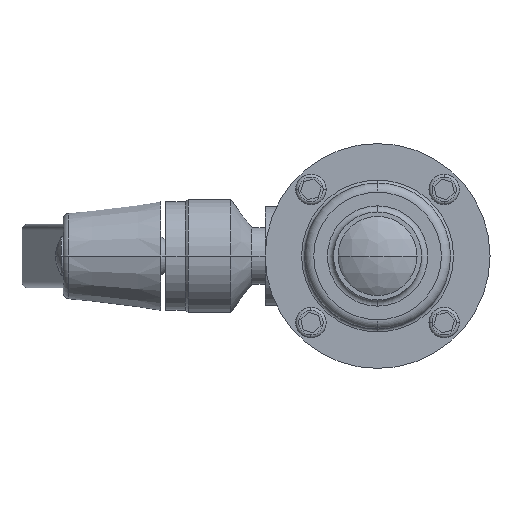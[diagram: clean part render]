
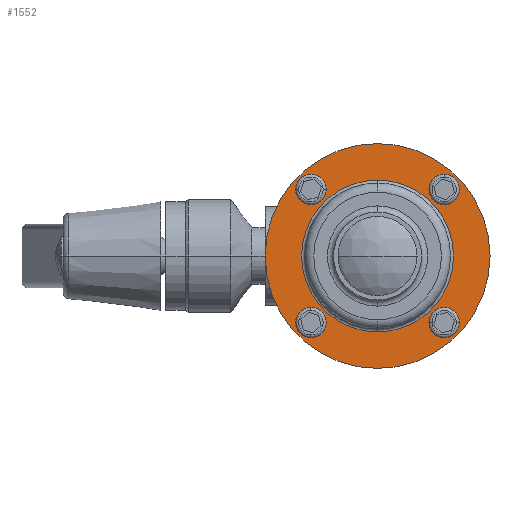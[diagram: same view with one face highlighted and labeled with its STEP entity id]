
A CAD part, left-side view. The second image highlights one B-rep face of the part: STEP entity #1552.
In plain terms, the highlighted planar face has unit normal (-1, 0, 0).
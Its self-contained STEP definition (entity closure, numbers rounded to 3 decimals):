
#86 = ORIENTED_EDGE ( 'NONE', *, *, #752, .F. ) ;
#296 = EDGE_CURVE ( 'NONE', #1591, #4395, #1177, .T. ) ;
#297 = CARTESIAN_POINT ( 'NONE',  ( -22.791, 0., -37. ) ) ;
#583 = VERTEX_POINT ( 'NONE', #8392 ) ;
#628 = FACE_BOUND ( 'NONE', #4345, .T. ) ;
#672 = DIRECTION ( 'NONE',  ( 0., 0., -1. ) ) ;
#752 = EDGE_CURVE ( 'NONE', #2869, #8768, #8275, .T. ) ;
#812 = FACE_OUTER_BOUND ( 'NONE', #6440, .T. ) ;
#896 = DIRECTION ( 'NONE',  ( 1., 0., 0. ) ) ;
#1177 = CIRCLE ( 'NONE', #8878, 37. ) ;
#1247 = CARTESIAN_POINT ( 'NONE',  ( -22.791, 0., 0. ) ) ;
#1481 = ORIENTED_EDGE ( 'NONE', *, *, #6288, .T. ) ;
#1552 = ADVANCED_FACE ( 'NONE', ( #628, #7607, #812 ), #4907, .F. ) ;
#1591 = VERTEX_POINT ( 'NONE', #3738 ) ;
#1972 = ORIENTED_EDGE ( 'NONE', *, *, #296, .T. ) ;
#1988 = CIRCLE ( 'NONE', #2581, 37. ) ;
#2065 = AXIS2_PLACEMENT_3D ( 'NONE', #5603, #6931, #672 ) ;
#2142 = AXIS2_PLACEMENT_3D ( 'NONE', #5940, #2482, #2430 ) ;
#2430 = DIRECTION ( 'NONE',  ( 0., 0., -1. ) ) ;
#2482 = DIRECTION ( 'NONE',  ( 1., 0., 0. ) ) ;
#2581 = AXIS2_PLACEMENT_3D ( 'NONE', #3732, #8474, #6563 ) ;
#2869 = VERTEX_POINT ( 'NONE', #5194 ) ;
#2882 = EDGE_CURVE ( 'NONE', #8768, #2869, #6150, .T. ) ;
#3732 = CARTESIAN_POINT ( 'NONE',  ( -22.791, 0., 0. ) ) ;
#3738 = CARTESIAN_POINT ( 'NONE',  ( -22.791, 0., 37. ) ) ;
#3980 = AXIS2_PLACEMENT_3D ( 'NONE', #5024, #896, #4845 ) ;
#4011 = DIRECTION ( 'NONE',  ( -1., 0., 0. ) ) ;
#4147 = EDGE_CURVE ( 'NONE', #6769, #583, #7613, .T. ) ;
#4345 = EDGE_LOOP ( 'NONE', ( #4799, #1481 ) ) ;
#4395 = VERTEX_POINT ( 'NONE', #297 ) ;
#4415 = CARTESIAN_POINT ( 'NONE',  ( -22.791, 0., 25. ) ) ;
#4635 = AXIS2_PLACEMENT_3D ( 'NONE', #6061, #4011, #6923 ) ;
#4695 = EDGE_CURVE ( 'NONE', #4395, #1591, #1988, .T. ) ;
#4799 = ORIENTED_EDGE ( 'NONE', *, *, #4147, .T. ) ;
#4845 = DIRECTION ( 'NONE',  ( 0., 0., -1. ) ) ;
#4907 = PLANE ( 'NONE',  #2065 ) ;
#5024 = CARTESIAN_POINT ( 'NONE',  ( -22.791, 21.92, -21.92 ) ) ;
#5125 = ORIENTED_EDGE ( 'NONE', *, *, #2882, .F. ) ;
#5194 = CARTESIAN_POINT ( 'NONE',  ( -22.791, 0., -25. ) ) ;
#5468 = ORIENTED_EDGE ( 'NONE', *, *, #4695, .T. ) ;
#5603 = CARTESIAN_POINT ( 'NONE',  ( -22.791, 37., 0. ) ) ;
#5721 = EDGE_LOOP ( 'NONE', ( #5125, #86 ) ) ;
#5847 = CARTESIAN_POINT ( 'NONE',  ( -22.791, 0., 0. ) ) ;
#5940 = CARTESIAN_POINT ( 'NONE',  ( -22.791, 21.92, -21.92 ) ) ;
#6061 = CARTESIAN_POINT ( 'NONE',  ( -22.791, 0., 0. ) ) ;
#6150 = CIRCLE ( 'NONE', #7909, 25. ) ;
#6288 = EDGE_CURVE ( 'NONE', #583, #6769, #6370, .T. ) ;
#6370 = CIRCLE ( 'NONE', #2142, 3. ) ;
#6440 = EDGE_LOOP ( 'NONE', ( #1972, #5468 ) ) ;
#6563 = DIRECTION ( 'NONE',  ( 0., 0., 1. ) ) ;
#6769 = VERTEX_POINT ( 'NONE', #7873 ) ;
#6812 = DIRECTION ( 'NONE',  ( 0., 0., 1. ) ) ;
#6923 = DIRECTION ( 'NONE',  ( 0., 0., 1. ) ) ;
#6931 = DIRECTION ( 'NONE',  ( 1., 0., 0. ) ) ;
#7409 = DIRECTION ( 'NONE',  ( -1., 0., 0. ) ) ;
#7607 = FACE_BOUND ( 'NONE', #5721, .T. ) ;
#7613 = CIRCLE ( 'NONE', #3980, 3. ) ;
#7873 = CARTESIAN_POINT ( 'NONE',  ( -22.791, 21.92, -24.92 ) ) ;
#7909 = AXIS2_PLACEMENT_3D ( 'NONE', #5847, #8461, #8627 ) ;
#8275 = CIRCLE ( 'NONE', #4635, 25. ) ;
#8392 = CARTESIAN_POINT ( 'NONE',  ( -22.791, 21.92, -18.92 ) ) ;
#8461 = DIRECTION ( 'NONE',  ( -1., 0., 0. ) ) ;
#8474 = DIRECTION ( 'NONE',  ( -1., 0., 0. ) ) ;
#8627 = DIRECTION ( 'NONE',  ( 0., 0., 1. ) ) ;
#8768 = VERTEX_POINT ( 'NONE', #4415 ) ;
#8878 = AXIS2_PLACEMENT_3D ( 'NONE', #1247, #7409, #6812 ) ;
